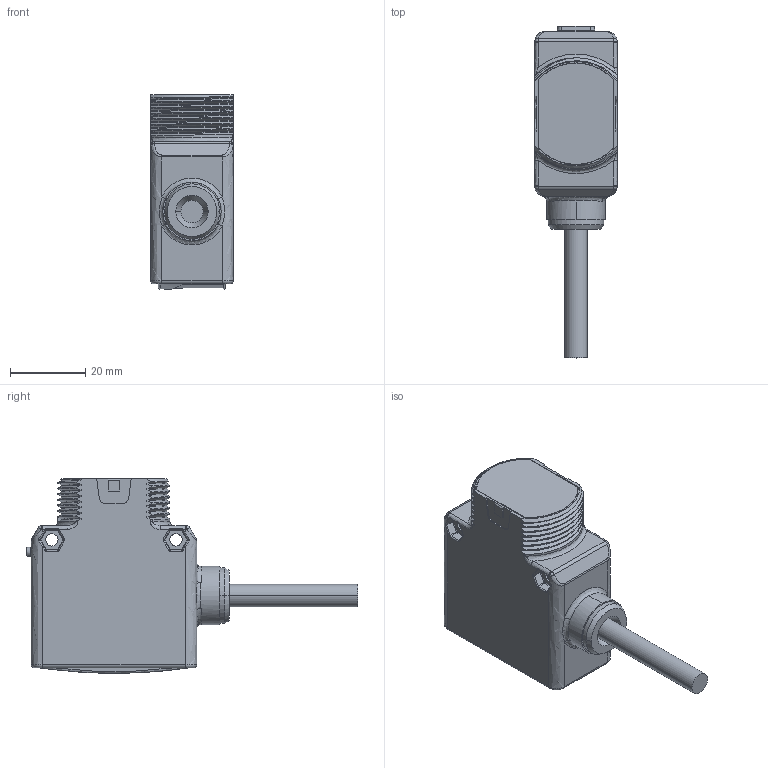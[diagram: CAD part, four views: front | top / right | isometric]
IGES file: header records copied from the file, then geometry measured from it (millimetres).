
Start section:  PTC IGES file: 140607.igs
Global section: file name: 140607.igs; native system: Pro/ENGINEER by Parametric Technology Corporation; preprocessor: 2006170; author: banengservice; organization: Unknown; date: 20080603.150648; units: inch
Bounding box: 22 x 88.27 x 51.8 mm (x, y, z)
Volume: 45755.3 mm3; surface area: 9785.2 mm2
Topology: 1 solids, 1 shells, 393 faces, 931 edges, 544 vertices
Faces by surface type: revolution 234, bspline 159
